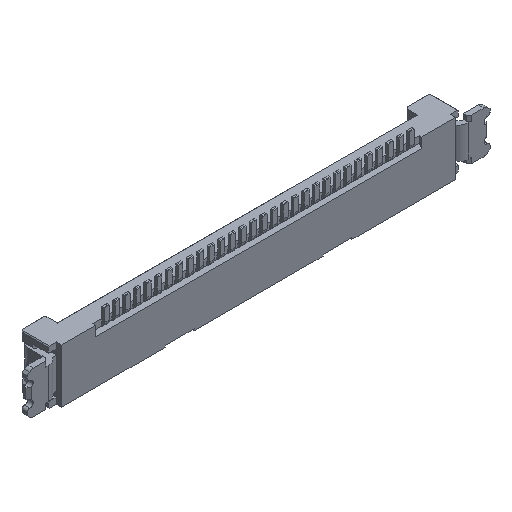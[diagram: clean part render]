
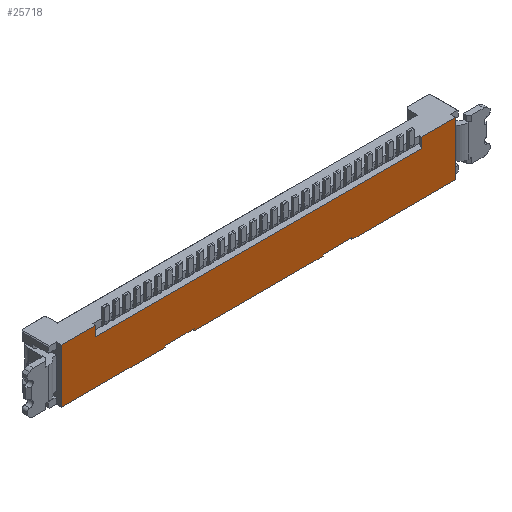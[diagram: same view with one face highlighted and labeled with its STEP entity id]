
A CAD part, isometric view. The second image highlights one B-rep face of the part: STEP entity #25718.
In plain terms, the highlighted planar face has unit normal (0, -1, 0).
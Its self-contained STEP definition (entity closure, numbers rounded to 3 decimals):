
#24927 = VERTEX_POINT ( 'NONE', #28195 ) ;
#24928 = VERTEX_POINT ( 'NONE', #28291 ) ;
#24936 = EDGE_CURVE ( 'NONE', #24928, #24927, #28611, .T. ) ;
#24965 = VERTEX_POINT ( 'NONE', #28558 ) ;
#25031 = EDGE_CURVE ( 'NONE', #25109, #25118, #28552, .T. ) ;
#25109 = VERTEX_POINT ( 'NONE', #28834 ) ;
#25118 = VERTEX_POINT ( 'NONE', #28829 ) ;
#25124 = VERTEX_POINT ( 'NONE', #28820 ) ;
#25129 = EDGE_CURVE ( 'NONE', #25118, #25184, #28821, .T. ) ;
#25146 = EDGE_CURVE ( 'NONE', #25124, #24927, #28649, .T. ) ;
#25166 = VERTEX_POINT ( 'NONE', #28784 ) ;
#25167 = EDGE_CURVE ( 'NONE', #25109, #25166, #28747, .T. ) ;
#25184 = VERTEX_POINT ( 'NONE', #28675 ) ;
#25191 = EDGE_CURVE ( 'NONE', #24965, #25184, #28298, .T. ) ;
#25500 = VERTEX_POINT ( 'NONE', #29140 ) ;
#25502 = ORIENTED_EDGE ( 'NONE', *, *, #25713, .T. ) ;
#25521 = VERTEX_POINT ( 'NONE', #29522 ) ;
#25612 = EDGE_LOOP ( 'NONE', ( #25502, #25720, #25734, #25738, #25723, #25741, #25714, #25747, #25751, #25742, #25758, #25740, #25776, #25779, #25782, #25770 ) ) ;
#25613 = EDGE_CURVE ( 'NONE', #25166, #25124, #29447, .T. ) ;
#25713 = EDGE_CURVE ( 'NONE', #25500, #24965, #29780, .T. ) ;
#25714 = ORIENTED_EDGE ( 'NONE', *, *, #25146, .T. ) ;
#25715 = VERTEX_POINT ( 'NONE', #29745 ) ;
#25717 = EDGE_CURVE ( 'NONE', #25766, #25724, #29788, .T. ) ;
#25718 = ADVANCED_FACE ( 'NONE', ( #29738 ), #29784, .F. ) ;
#25720 = ORIENTED_EDGE ( 'NONE', *, *, #25191, .T. ) ;
#25723 = ORIENTED_EDGE ( 'NONE', *, *, #25167, .T. ) ;
#25724 = VERTEX_POINT ( 'NONE', #29773 ) ;
#25734 = ORIENTED_EDGE ( 'NONE', *, *, #25129, .F. ) ;
#25738 = ORIENTED_EDGE ( 'NONE', *, *, #25031, .F. ) ;
#25740 = ORIENTED_EDGE ( 'NONE', *, *, #25763, .F. ) ;
#25741 = ORIENTED_EDGE ( 'NONE', *, *, #25613, .T. ) ;
#25742 = ORIENTED_EDGE ( 'NONE', *, *, #25752, .T. ) ;
#25745 = EDGE_CURVE ( 'NONE', #25755, #24928, #29667, .T. ) ;
#25747 = ORIENTED_EDGE ( 'NONE', *, *, #24936, .F. ) ;
#25749 = VERTEX_POINT ( 'NONE', #29757 ) ;
#25751 = ORIENTED_EDGE ( 'NONE', *, *, #25745, .F. ) ;
#25752 = EDGE_CURVE ( 'NONE', #25755, #25715, #29664, .T. ) ;
#25755 = VERTEX_POINT ( 'NONE', #29662 ) ;
#25758 = ORIENTED_EDGE ( 'NONE', *, *, #25759, .T. ) ;
#25759 = EDGE_CURVE ( 'NONE', #25715, #25749, #29763, .T. ) ;
#25763 = EDGE_CURVE ( 'NONE', #25521, #25749, #29710, .T. ) ;
#25765 = VERTEX_POINT ( 'NONE', #29716 ) ;
#25766 = VERTEX_POINT ( 'NONE', #29714 ) ;
#25768 = EDGE_CURVE ( 'NONE', #25521, #25766, #29715, .T. ) ;
#25770 = ORIENTED_EDGE ( 'NONE', *, *, #25783, .F. ) ;
#25776 = ORIENTED_EDGE ( 'NONE', *, *, #25768, .T. ) ;
#25779 = ORIENTED_EDGE ( 'NONE', *, *, #25717, .T. ) ;
#25780 = EDGE_CURVE ( 'NONE', #25765, #25724, #29705, .T. ) ;
#25782 = ORIENTED_EDGE ( 'NONE', *, *, #25780, .F. ) ;
#25783 = EDGE_CURVE ( 'NONE', #25500, #25765, #29658, .T. ) ;
#28187 = VECTOR ( 'NONE', #28306, 1000. ) ;
#28195 = CARTESIAN_POINT ( 'NONE',  ( -7.5, 0., 1.025 ) ) ;
#28291 = CARTESIAN_POINT ( 'NONE',  ( -7.5, 0., -1.025 ) ) ;
#28298 = LINE ( 'NONE', #28307, #28187 ) ;
#28306 = DIRECTION ( 'NONE',  ( 0., 0., 1. ) ) ;
#28307 = CARTESIAN_POINT ( 'NONE',  ( 7.5, 0., -0.6 ) ) ;
#28525 = DIRECTION ( 'NONE',  ( 0., 0., 1. ) ) ;
#28526 = VECTOR ( 'NONE', #28525, 1000. ) ;
#28527 = CARTESIAN_POINT ( 'NONE',  ( 6.2, 0., 1.025 ) ) ;
#28552 = LINE ( 'NONE', #28527, #28526 ) ;
#28558 = CARTESIAN_POINT ( 'NONE',  ( 7.5, 0., -1.025 ) ) ;
#28597 = DIRECTION ( 'NONE',  ( 0., 0., 1. ) ) ;
#28609 = VECTOR ( 'NONE', #28597, 1000. ) ;
#28610 = CARTESIAN_POINT ( 'NONE',  ( -7.5, 0., -0.6 ) ) ;
#28611 = LINE ( 'NONE', #28610, #28609 ) ;
#28647 = DIRECTION ( 'NONE',  ( -1., 0., 0. ) ) ;
#28648 = VECTOR ( 'NONE', #28647, 1000. ) ;
#28649 = LINE ( 'NONE', #28783, #28648 ) ;
#28675 = CARTESIAN_POINT ( 'NONE',  ( 7.5, 0., 1.025 ) ) ;
#28739 = DIRECTION ( 'NONE',  ( -1., 0., 0. ) ) ;
#28740 = VECTOR ( 'NONE', #28739, 1000. ) ;
#28741 = CARTESIAN_POINT ( 'NONE',  ( 6.364, 0., 0.645 ) ) ;
#28747 = LINE ( 'NONE', #28741, #28740 ) ;
#28783 = CARTESIAN_POINT ( 'NONE',  ( 0., 0., 1.025 ) ) ;
#28784 = CARTESIAN_POINT ( 'NONE',  ( -6.2, 0., 0.645 ) ) ;
#28791 = DIRECTION ( 'NONE',  ( 1., 0., 0. ) ) ;
#28792 = VECTOR ( 'NONE', #28791, 1000. ) ;
#28800 = CARTESIAN_POINT ( 'NONE',  ( 0., 0., 1.025 ) ) ;
#28820 = CARTESIAN_POINT ( 'NONE',  ( -6.2, 0., 1.025 ) ) ;
#28821 = LINE ( 'NONE', #28800, #28792 ) ;
#28829 = CARTESIAN_POINT ( 'NONE',  ( 6.2, 0., 1.025 ) ) ;
#28834 = CARTESIAN_POINT ( 'NONE',  ( 6.2, 0., 0.645 ) ) ;
#29140 = CARTESIAN_POINT ( 'NONE',  ( 3.55, 0., -1.025 ) ) ;
#29443 = DIRECTION ( 'NONE',  ( 0., 0., 1. ) ) ;
#29444 = VECTOR ( 'NONE', #29443, 1000. ) ;
#29445 = CARTESIAN_POINT ( 'NONE',  ( -6.2, 0., 1.025 ) ) ;
#29447 = LINE ( 'NONE', #29445, #29444 ) ;
#29522 = CARTESIAN_POINT ( 'NONE',  ( -2.45, 0., -1.025 ) ) ;
#29651 = DIRECTION ( 'NONE',  ( 0., 0., 1. ) ) ;
#29652 = VECTOR ( 'NONE', #29651, 1000. ) ;
#29653 = CARTESIAN_POINT ( 'NONE',  ( 3.55, 0., -1.025 ) ) ;
#29654 = DIRECTION ( 'NONE',  ( -1., 0., 0. ) ) ;
#29655 = VECTOR ( 'NONE', #29654, 1000. ) ;
#29658 = LINE ( 'NONE', #29653, #29652 ) ;
#29662 = CARTESIAN_POINT ( 'NONE',  ( -3.55, 0., -1.025 ) ) ;
#29663 = VECTOR ( 'NONE', #29670, 1000. ) ;
#29664 = LINE ( 'NONE', #29719, #29718 ) ;
#29665 = DIRECTION ( 'NONE',  ( 1., 0., 0. ) ) ;
#29667 = LINE ( 'NONE', #29761, #29663 ) ;
#29670 = DIRECTION ( 'NONE',  ( -1., 0., 0. ) ) ;
#29699 = DIRECTION ( 'NONE',  ( 1., 0., 0. ) ) ;
#29700 = VECTOR ( 'NONE', #29699, 1000. ) ;
#29701 = CARTESIAN_POINT ( 'NONE',  ( 0., 0., -1.025 ) ) ;
#29704 = CARTESIAN_POINT ( 'NONE',  ( 3.55, 0., -0.965 ) ) ;
#29705 = LINE ( 'NONE', #29704, #29655 ) ;
#29708 = DIRECTION ( 'NONE',  ( 0., 0., 1. ) ) ;
#29709 = VECTOR ( 'NONE', #29708, 1000. ) ;
#29710 = LINE ( 'NONE', #29713, #29709 ) ;
#29712 = VECTOR ( 'NONE', #29665, 1000. ) ;
#29713 = CARTESIAN_POINT ( 'NONE',  ( -2.45, 0., -1.025 ) ) ;
#29714 = CARTESIAN_POINT ( 'NONE',  ( 2.45, 0., -1.025 ) ) ;
#29715 = LINE ( 'NONE', #29701, #29700 ) ;
#29716 = CARTESIAN_POINT ( 'NONE',  ( 3.55, 0., -0.965 ) ) ;
#29717 = DIRECTION ( 'NONE',  ( 0., 0., 1. ) ) ;
#29718 = VECTOR ( 'NONE', #29717, 1000. ) ;
#29719 = CARTESIAN_POINT ( 'NONE',  ( -3.55, 0., -1.025 ) ) ;
#29738 = FACE_OUTER_BOUND ( 'NONE', #25612, .T. ) ;
#29740 = CARTESIAN_POINT ( 'NONE',  ( 2.45, 0., -1.025 ) ) ;
#29745 = CARTESIAN_POINT ( 'NONE',  ( -3.55, 0., -0.965 ) ) ;
#29757 = CARTESIAN_POINT ( 'NONE',  ( -2.45, 0., -0.965 ) ) ;
#29761 = CARTESIAN_POINT ( 'NONE',  ( 0., 0., -1.025 ) ) ;
#29762 = CARTESIAN_POINT ( 'NONE',  ( -3.55, 0., -0.965 ) ) ;
#29763 = LINE ( 'NONE', #29762, #29712 ) ;
#29765 = DIRECTION ( 'NONE',  ( -1., 0., 0. ) ) ;
#29766 = DIRECTION ( 'NONE',  ( 0., 1., 0. ) ) ;
#29771 = DIRECTION ( 'NONE',  ( 0., 0., 1. ) ) ;
#29772 = VECTOR ( 'NONE', #29771, 1000. ) ;
#29773 = CARTESIAN_POINT ( 'NONE',  ( 2.45, 0., -0.965 ) ) ;
#29774 = CARTESIAN_POINT ( 'NONE',  ( 0., 0., 1.025 ) ) ;
#29776 = AXIS2_PLACEMENT_3D ( 'NONE', #29774, #29766, #29765 ) ;
#29777 = DIRECTION ( 'NONE',  ( 1., 0., 0. ) ) ;
#29778 = VECTOR ( 'NONE', #29777, 1000. ) ;
#29779 = CARTESIAN_POINT ( 'NONE',  ( 0., 0., -1.025 ) ) ;
#29780 = LINE ( 'NONE', #29779, #29778 ) ;
#29784 = PLANE ( 'NONE',  #29776 ) ;
#29788 = LINE ( 'NONE', #29740, #29772 ) ;
